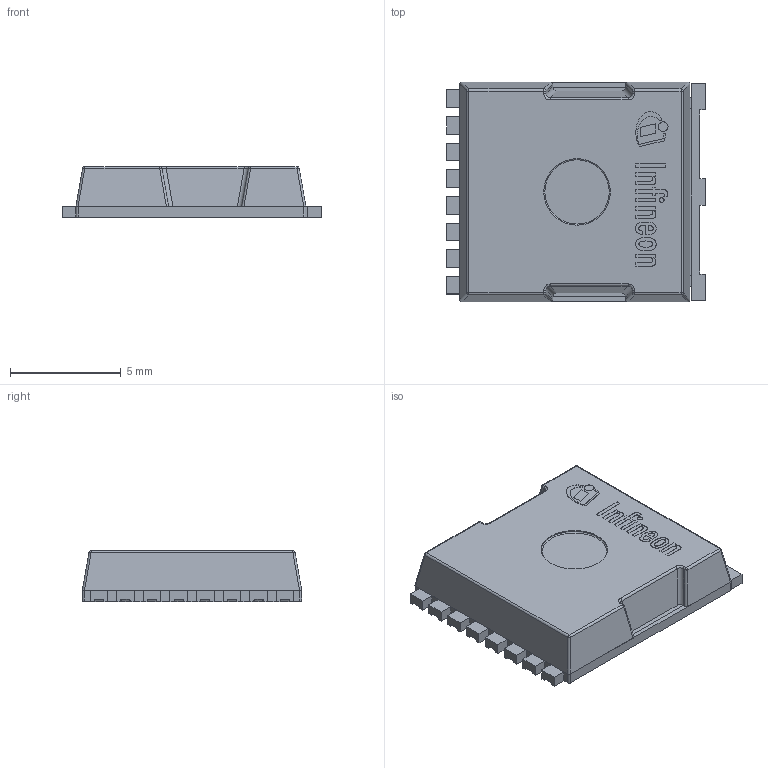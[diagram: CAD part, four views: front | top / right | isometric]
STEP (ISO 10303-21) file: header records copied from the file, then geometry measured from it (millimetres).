
FILE_DESCRIPTION(/* description */ (''),/* implementation_level */ '2;1');
FILE_NAME(/* name */ '1.stp',/* time_stamp */ '2024-04-01T18:36:37+05:00',/* author */ ('sivamani'),/* organization */ (''),/* preprocessor_version */ 'ST-DEVELOPER v16.13',/* originating_system */ 'AutoCAD Mechanical',/* authorisation */ '');
FILE_SCHEMA (('AUTOMOTIVE_DESIGN { 1 0 10303 214 3 1 1 }'));
Length unit declared in the file: millimetre
Products named in the file (1): Product
Bounding box: 11.68 x 9.9 x 2.31 mm (x, y, z)
Volume: 244.9 mm3; surface area: 672.2 mm2
Topology: 24 solids, 24 shells, 502 faces, 1278 edges, 825 vertices
Faces by surface type: plane 288, cylinder 185, sphere 24, bspline 4, torus 1
Full cylindrical faces by diameter (mm): 0.213 x1, 0.439 x1, 3 x1
Entity records: 15177 total; most frequent: CARTESIAN_POINT 2698, DIRECTION 2647, ORIENTED_EDGE 2548, EDGE_CURVE 1274, LINE 899, VECTOR 899, AXIS2_PLACEMENT_3D 874, VERTEX_POINT 825
